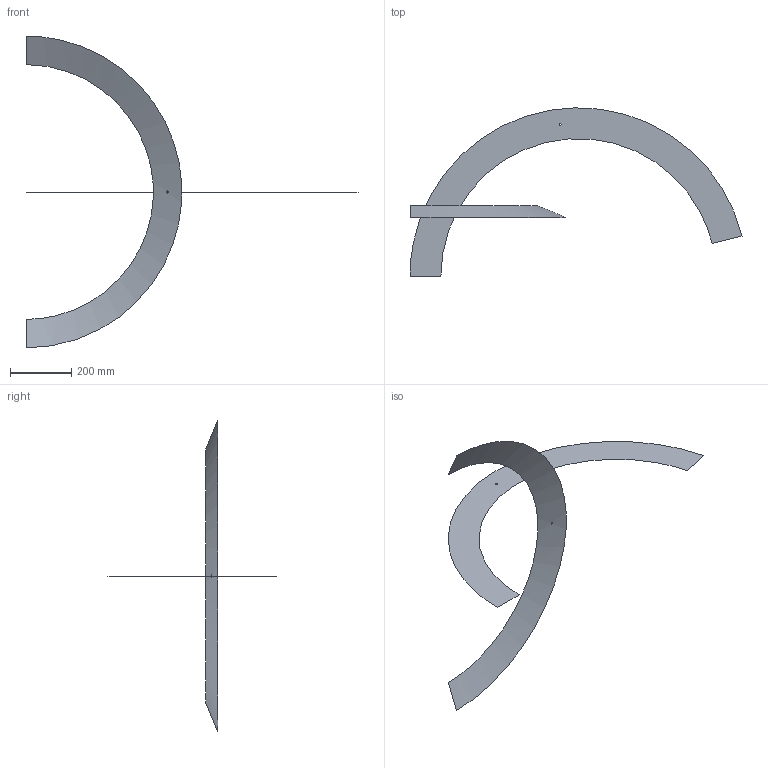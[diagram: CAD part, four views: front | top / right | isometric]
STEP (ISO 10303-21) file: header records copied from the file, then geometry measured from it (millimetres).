
FILE_DESCRIPTION(/* description */ (''),/* implementation_level */ '2;1');
FILE_NAME(/* name */ 'STUTZE~4',/* time_stamp */ '2013-07-17T21:45:32+02:00',/* author */ (''),/* organization */ (''),/* preprocessor_version */ 'ST-DEVELOPER v14',/* originating_system */ '',/* authorisation */ '');
FILE_SCHEMA (('AUTOMOTIVE_DESIGN_CC2'));
Length unit declared in the file: millimetre
Products named in the file (1): Document
Bounding box: 1080.54 x 548.04 x 1014.93 mm (x, y, z)
Surface area: 289870.7 mm2 (no closed solid volume)
Topology: 0 solids, 2 shells, 2 faces, 12 edges, 12 vertices
Faces by surface type: bspline 2
Entity records: 481 total; most frequent: CARTESIAN_POINT 331, B_SPLINE_CURVE_WITH_KNOTS 22, ORIENTED_EDGE 12, PCURVE 12, DEFINITIONAL_REPRESENTATION 12, SURFACE_CURVE 12, EDGE_CURVE 12, VERTEX_POINT 12
